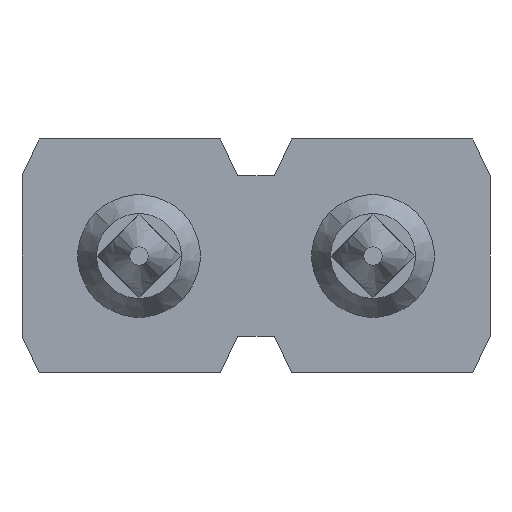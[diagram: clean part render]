
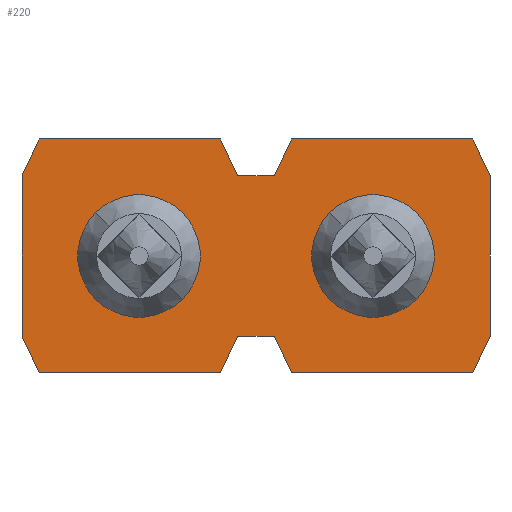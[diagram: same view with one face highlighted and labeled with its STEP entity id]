
A CAD part, front view. The second image highlights one B-rep face of the part: STEP entity #220.
In plain terms, the highlighted planar face has unit normal (0, -1, 0).
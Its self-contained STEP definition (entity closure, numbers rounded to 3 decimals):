
#220=ADVANCED_FACE('',(#440,#441,#442),#443,.F.);
#440=FACE_BOUND('',#653,.T.);
#441=FACE_BOUND('',#654,.T.);
#442=FACE_OUTER_BOUND('',#655,.T.);
#443=PLANE('',#656);
#653=EDGE_LOOP('',(#1227,#1228));
#654=EDGE_LOOP('',(#1229,#1230));
#655=EDGE_LOOP('',(#1231,#1232,#1233,#1234,#1235,#1236,#1237,#1238,#1239,#1240,#1241,#1242,#1243,#1244,#1245,#1246));
#656=AXIS2_PLACEMENT_3D('',#1247,#1248,#1249);
#1227=ORIENTED_EDGE('',*,*,#1337,.T.);
#1228=ORIENTED_EDGE('',*,*,#1335,.T.);
#1229=ORIENTED_EDGE('',*,*,#1376,.T.);
#1230=ORIENTED_EDGE('',*,*,#1292,.T.);
#1231=ORIENTED_EDGE('',*,*,#1473,.T.);
#1232=ORIENTED_EDGE('',*,*,#1418,.F.);
#1233=ORIENTED_EDGE('',*,*,#1450,.T.);
#1234=ORIENTED_EDGE('',*,*,#1422,.T.);
#1235=ORIENTED_EDGE('',*,*,#1427,.T.);
#1236=ORIENTED_EDGE('',*,*,#1431,.T.);
#1237=ORIENTED_EDGE('',*,*,#1435,.T.);
#1238=ORIENTED_EDGE('',*,*,#1439,.T.);
#1239=ORIENTED_EDGE('',*,*,#1443,.T.);
#1240=ORIENTED_EDGE('',*,*,#1446,.T.);
#1241=ORIENTED_EDGE('',*,*,#1476,.T.);
#1242=ORIENTED_EDGE('',*,*,#1478,.T.);
#1243=ORIENTED_EDGE('',*,*,#1461,.T.);
#1244=ORIENTED_EDGE('',*,*,#1465,.T.);
#1245=ORIENTED_EDGE('',*,*,#1468,.T.);
#1246=ORIENTED_EDGE('',*,*,#1471,.T.);
#1247=CARTESIAN_POINT('',(-1.37,0.0,0.0));
#1248=DIRECTION('',(-0.0,1.0,0.));
#1249=DIRECTION('',(1.0,0.0,0.0));
#1292=EDGE_CURVE('',#1549,#1551,#1553,.T.);
#1335=EDGE_CURVE('',#1623,#1625,#1627,.T.);
#1337=EDGE_CURVE('',#1625,#1623,#1629,.T.);
#1376=EDGE_CURVE('',#1551,#1549,#1675,.T.);
#1418=EDGE_CURVE('',#1726,#1721,#1728,.T.);
#1422=EDGE_CURVE('',#1735,#1733,#1736,.T.);
#1427=EDGE_CURVE('',#1733,#1741,#1743,.T.);
#1431=EDGE_CURVE('',#1741,#1747,#1749,.T.);
#1435=EDGE_CURVE('',#1747,#1753,#1755,.T.);
#1439=EDGE_CURVE('',#1753,#1759,#1761,.T.);
#1443=EDGE_CURVE('',#1759,#1765,#1767,.T.);
#1446=EDGE_CURVE('',#1765,#1769,#1772,.T.);
#1450=EDGE_CURVE('',#1726,#1735,#1776,.T.);
#1461=EDGE_CURVE('',#1794,#1792,#1795,.T.);
#1465=EDGE_CURVE('',#1792,#1798,#1800,.T.);
#1468=EDGE_CURVE('',#1798,#1802,#1804,.T.);
#1471=EDGE_CURVE('',#1802,#1806,#1808,.T.);
#1473=EDGE_CURVE('',#1806,#1721,#1810,.T.);
#1476=EDGE_CURVE('',#1769,#1812,#1814,.T.);
#1478=EDGE_CURVE('',#1812,#1794,#1816,.T.);
#1549=VERTEX_POINT('',#1924);
#1551=VERTEX_POINT('',#1927);
#1553=CIRCLE('',#1930,0.665);
#1623=VERTEX_POINT('',#2037);
#1625=VERTEX_POINT('',#2040);
#1627=CIRCLE('',#2043,0.665);
#1629=CIRCLE('',#2045,0.665);
#1675=CIRCLE('',#2126,0.665);
#1721=VERTEX_POINT('',#2207);
#1726=VERTEX_POINT('',#2214);
#1728=LINE('',#2217,#2218);
#1733=VERTEX_POINT('',#2224);
#1735=VERTEX_POINT('',#2227);
#1736=LINE('',#2228,#2229);
#1741=VERTEX_POINT('',#2236);
#1743=LINE('',#2239,#2240);
#1747=VERTEX_POINT('',#2245);
#1749=LINE('',#2248,#2249);
#1753=VERTEX_POINT('',#2254);
#1755=LINE('',#2257,#2258);
#1759=VERTEX_POINT('',#2263);
#1761=LINE('',#2266,#2267);
#1765=VERTEX_POINT('',#2272);
#1767=LINE('',#2275,#2276);
#1769=VERTEX_POINT('',#2278);
#1772=LINE('',#2282,#2283);
#1776=LINE('',#2289,#2290);
#1792=VERTEX_POINT('',#2313);
#1794=VERTEX_POINT('',#2316);
#1795=LINE('',#2317,#2318);
#1798=VERTEX_POINT('',#2322);
#1800=LINE('',#2325,#2326);
#1802=VERTEX_POINT('',#2328);
#1804=LINE('',#2331,#2332);
#1806=VERTEX_POINT('',#2334);
#1808=LINE('',#2337,#2338);
#1810=LINE('',#2340,#2341);
#1812=VERTEX_POINT('',#2343);
#1814=LINE('',#2346,#2347);
#1816=LINE('',#2349,#2350);
#1924=CARTESIAN_POINT('',(-0.8,0.,-0.47));
#1927=CARTESIAN_POINT('',(-1.74,0.,0.47));
#1930=AXIS2_PLACEMENT_3D('',#2421,#2422,#2423);
#2037=CARTESIAN_POINT('',(1.74,0.,-0.47));
#2040=CARTESIAN_POINT('',(0.8,0.,0.47));
#2043=AXIS2_PLACEMENT_3D('',#2493,#2494,#2495);
#2045=AXIS2_PLACEMENT_3D('',#2496,#2497,#2498);
#2126=AXIS2_PLACEMENT_3D('',#2540,#2541,#2542);
#2207=CARTESIAN_POINT('',(-0.2,0.,-0.87));
#2214=CARTESIAN_POINT('',(0.2,0.,-0.87));
#2217=CARTESIAN_POINT('',(0.2,0.,-0.87));
#2218=VECTOR('',#2587,1.0);
#2224=CARTESIAN_POINT('',(2.353,0.,-1.27));
#2227=CARTESIAN_POINT('',(0.387,0.,-1.27));
#2228=CARTESIAN_POINT('',(0.387,0.,-1.27));
#2229=VECTOR('',#2590,1.0);
#2236=CARTESIAN_POINT('',(2.54,0.,-0.87));
#2239=CARTESIAN_POINT('',(2.353,0.,-1.27));
#2240=VECTOR('',#2594,1.0);
#2245=CARTESIAN_POINT('',(2.54,0.,0.87));
#2248=CARTESIAN_POINT('',(2.54,0.,-0.87));
#2249=VECTOR('',#2597,1.0);
#2254=CARTESIAN_POINT('',(2.353,0.,1.27));
#2257=CARTESIAN_POINT('',(2.54,0.,0.87));
#2258=VECTOR('',#2600,1.0);
#2263=CARTESIAN_POINT('',(0.387,0.,1.27));
#2266=CARTESIAN_POINT('',(2.353,0.,1.27));
#2267=VECTOR('',#2603,1.0);
#2272=CARTESIAN_POINT('',(0.2,0.,0.87));
#2275=CARTESIAN_POINT('',(0.387,0.,1.27));
#2276=VECTOR('',#2606,1.0);
#2278=CARTESIAN_POINT('',(-0.2,0.,0.87));
#2282=CARTESIAN_POINT('',(0.2,0.,0.87));
#2283=VECTOR('',#2608,1.0);
#2289=CARTESIAN_POINT('',(0.2,0.,-0.87));
#2290=VECTOR('',#2611,1.0);
#2313=CARTESIAN_POINT('',(-2.54,0.,0.87));
#2316=CARTESIAN_POINT('',(-2.353,0.,1.27));
#2317=CARTESIAN_POINT('',(-2.353,0.,1.27));
#2318=VECTOR('',#2620,1.0);
#2322=CARTESIAN_POINT('',(-2.54,0.,-0.87));
#2325=CARTESIAN_POINT('',(-2.54,0.,0.87));
#2326=VECTOR('',#2623,1.0);
#2328=CARTESIAN_POINT('',(-2.353,0.,-1.27));
#2331=CARTESIAN_POINT('',(-2.54,0.,-0.87));
#2332=VECTOR('',#2625,1.0);
#2334=CARTESIAN_POINT('',(-0.387,0.,-1.27));
#2337=CARTESIAN_POINT('',(-2.353,0.,-1.27));
#2338=VECTOR('',#2627,1.0);
#2340=CARTESIAN_POINT('',(-0.387,0.,-1.27));
#2341=VECTOR('',#2628,1.0);
#2343=CARTESIAN_POINT('',(-0.387,0.,1.27));
#2346=CARTESIAN_POINT('',(-0.2,0.,0.87));
#2347=VECTOR('',#2630,1.0);
#2349=CARTESIAN_POINT('',(-0.387,0.,1.27));
#2350=VECTOR('',#2631,1.0);
#2421=CARTESIAN_POINT('',(-1.27,0.0,0.0));
#2422=DIRECTION('',(0.0,1.0,0.));
#2423=DIRECTION('',(0.707,0.,-0.707));
#2493=CARTESIAN_POINT('',(1.27,0.0,0.0));
#2494=DIRECTION('',(0.0,1.0,0.));
#2495=DIRECTION('',(0.707,0.,-0.707));
#2496=CARTESIAN_POINT('',(1.27,0.0,0.0));
#2497=DIRECTION('',(0.0,1.0,0.));
#2498=DIRECTION('',(0.707,0.,-0.707));
#2540=CARTESIAN_POINT('',(-1.27,0.0,0.0));
#2541=DIRECTION('',(0.0,1.0,0.));
#2542=DIRECTION('',(0.707,0.,-0.707));
#2587=DIRECTION('',(-1.0,0.,0.));
#2590=DIRECTION('',(1.0,0.0,0.0));
#2594=DIRECTION('',(0.423,0.,0.906));
#2597=DIRECTION('',(0.0,0.,1.0));
#2600=DIRECTION('',(-0.423,0.,0.906));
#2603=DIRECTION('',(-1.0,0.0,0.0));
#2606=DIRECTION('',(-0.423,0.,-0.906));
#2608=DIRECTION('',(-1.0,0.0,0.0));
#2611=DIRECTION('',(0.423,0.,-0.906));
#2620=DIRECTION('',(-0.423,0.,-0.906));
#2623=DIRECTION('',(0.0,0.,-1.0));
#2625=DIRECTION('',(0.423,0.,-0.906));
#2627=DIRECTION('',(1.0,0.0,0.0));
#2628=DIRECTION('',(0.423,0.,0.906));
#2630=DIRECTION('',(-0.423,0.,0.906));
#2631=DIRECTION('',(-1.0,0.0,0.0));
